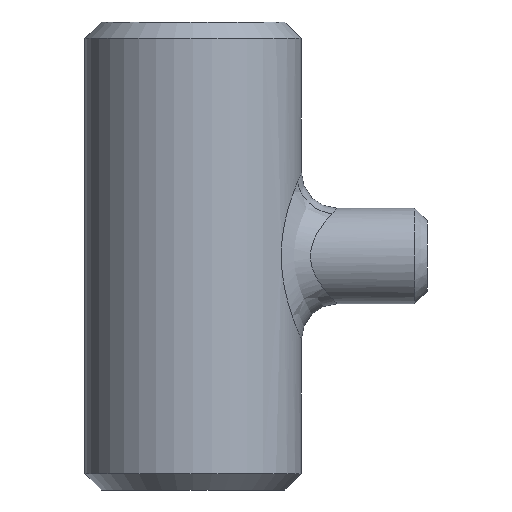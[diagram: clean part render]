
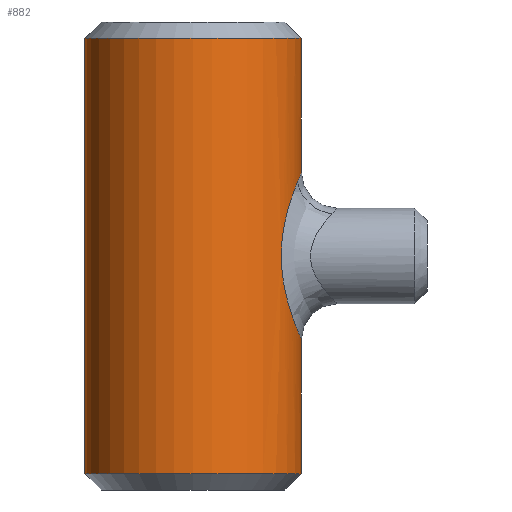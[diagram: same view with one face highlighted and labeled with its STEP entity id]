
A CAD part, front view. The second image highlights one B-rep face of the part: STEP entity #882.
In plain terms, the highlighted cylindrical face has radius 24.15 mm (diameter 48.3 mm), a partial arc.
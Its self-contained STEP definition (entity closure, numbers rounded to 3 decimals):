
#41 = LINE ( 'NONE', #1840, #1440 ) ;
#51 = CARTESIAN_POINT ( 'NONE',  ( 23.444, -5.811, -16.98 ) ) ;
#65 = VERTEX_POINT ( 'NONE', #1183 ) ;
#70 = CARTESIAN_POINT ( 'NONE',  ( 19.961, -13.595, 4.529 ) ) ;
#78 = DIRECTION ( 'NONE',  ( 0., 0., -1. ) ) ;
#80 = CARTESIAN_POINT ( 'NONE',  ( 22.338, -9.203, 14.102 ) ) ;
#119 = DIRECTION ( 'NONE',  ( 0., 0., -1. ) ) ;
#144 = CARTESIAN_POINT ( 'NONE',  ( 0., 0., 48.54 ) ) ;
#156 = DIRECTION ( 'NONE',  ( 0., 0., -1. ) ) ;
#172 = CIRCLE ( 'NONE', #1343, 24.15 ) ;
#197 = CARTESIAN_POINT ( 'NONE',  ( 21.204, -11.57, -10.562 ) ) ;
#206 = CARTESIAN_POINT ( 'NONE',  ( 23.877, -3.733, -18.018 ) ) ;
#216 = CARTESIAN_POINT ( 'NONE',  ( 19.904, -13.677, 4.065 ) ) ;
#227 = CARTESIAN_POINT ( 'NONE',  ( 22.784, -8.015, -15.306 ) ) ;
#257 = ORIENTED_EDGE ( 'NONE', *, *, #1750, .F. ) ;
#336 = CARTESIAN_POINT ( 'NONE',  ( 19.705, -13.963, -1.595 ) ) ;
#347 = CARTESIAN_POINT ( 'NONE',  ( 20.905, -12.092, 9.429 ) ) ;
#358 = VERTEX_POINT ( 'NONE', #652 ) ;
#373 = VECTOR ( 'NONE', #119, 1000. ) ;
#377 = CARTESIAN_POINT ( 'NONE',  ( 21.015, -11.902, 9.849 ) ) ;
#385 = CARTESIAN_POINT ( 'NONE',  ( 24.15, 0., 18.65 ) ) ;
#428 = EDGE_CURVE ( 'NONE', #877, #1131, #1172, .T. ) ;
#434 = CARTESIAN_POINT ( 'NONE',  ( 24.129, -1.167, 18.601 ) ) ;
#447 = CYLINDRICAL_SURFACE ( 'NONE', #1477, 24.15 ) ;
#453 = DIRECTION ( 'NONE',  ( 0., 0., -1. ) ) ;
#508 = EDGE_CURVE ( 'NONE', #717, #877, #172, .T. ) ;
#514 = CARTESIAN_POINT ( 'NONE',  ( 23.266, -6.474, 16.539 ) ) ;
#522 = CARTESIAN_POINT ( 'NONE',  ( 19.937, -13.63, -4.417 ) ) ;
#525 = ORIENTED_EDGE ( 'NONE', *, *, #1938, .T. ) ;
#533 = CARTESIAN_POINT ( 'NONE',  ( 20.377, -12.965, -7.129 ) ) ;
#538 = EDGE_LOOP ( 'NONE', ( #694, #1871, #1273, #1555, #257, #1340, #525 ) ) ;
#539 = CARTESIAN_POINT ( 'NONE',  ( 24.15, 0., 18.65 ) ) ;
#544 = CARTESIAN_POINT ( 'NONE',  ( 20.064, -13.443, -5.333 ) ) ;
#553 = CARTESIAN_POINT ( 'NONE',  ( 24.15, 0., 52.2 ) ) ;
#609 = CARTESIAN_POINT ( 'NONE',  ( 24.15, 0., -48.54 ) ) ;
#649 = CARTESIAN_POINT ( 'NONE',  ( 23.015, -7.324, -15.908 ) ) ;
#652 = CARTESIAN_POINT ( 'NONE',  ( 23.266, -6.474, 16.539 ) ) ;
#659 = CARTESIAN_POINT ( 'NONE',  ( 20.696, -12.447, 8.573 ) ) ;
#669 = CARTESIAN_POINT ( 'NONE',  ( 22.422, -8.978, -14.327 ) ) ;
#678 = CARTESIAN_POINT ( 'NONE',  ( 24.15, -0.473, -18.65 ) ) ;
#694 = ORIENTED_EDGE ( 'NONE', *, *, #1788, .F. ) ;
#716 = EDGE_CURVE ( 'NONE', #65, #358, #811, .T. ) ;
#717 = VERTEX_POINT ( 'NONE', #1463 ) ;
#754 = CARTESIAN_POINT ( 'NONE',  ( -24.15, 0., 48.54 ) ) ;
#780 = DIRECTION ( 'NONE',  ( -1., 0., 0. ) ) ;
#796 = DIRECTION ( 'NONE',  ( 0., 0., 1. ) ) ;
#798 = CARTESIAN_POINT ( 'NONE',  ( 20.596, -12.611, 8.136 ) ) ;
#811 = B_SPLINE_CURVE_WITH_KNOTS ( 'NONE', 3,
 ( #1692, #678, #1271, #1417, #964, #206, #828, #51, #1561, #1867, #649, #227, #1244, #669, #1109, #1709, #1281, #197, #957, #1263, #533, #544, #522, #948, #1396, #336, #1127, #1857, #1878, #1718, #1571, #216, #70, #1729, #1545, #798, #659, #347, #377, #1582, #1849, #840, #80, #1387, #1102, #514 ),
 .UNSPECIFIED., .F., .F.,
 ( 4, 2, 2, 2, 2, 2, 2, 2, 2, 2, 2, 2, 2, 2, 2, 2, 2, 2, 2, 2, 2, 2, 4 ),
 ( 0.053, 0.054, 0.056, 0.058, 0.06, 0.061, 0.063, 0.064, 0.067, 0.07, 0.073, 0.076, 0.077, 0.078, 0.081, 0.083, 0.084, 0.087, 0.088, 0.09, 0.093, 0.096, 0.098 ),
 .UNSPECIFIED. ) ;
#815 = CARTESIAN_POINT ( 'NONE',  ( 0., 0., -48.54 ) ) ;
#828 = CARTESIAN_POINT ( 'NONE',  ( 23.724, -4.59, -17.66 ) ) ;
#840 = CARTESIAN_POINT ( 'NONE',  ( 22.089, -9.779, 13.394 ) ) ;
#859 = CARTESIAN_POINT ( 'NONE',  ( 24.15, -0.587, 18.65 ) ) ;
#872 = CARTESIAN_POINT ( 'NONE',  ( 23.527, -5.537, 17.189 ) ) ;
#877 = VERTEX_POINT ( 'NONE', #754 ) ;
#882 = ADVANCED_FACE ( 'NONE', ( #1793 ), #447, .T. ) ;
#891 = CARTESIAN_POINT ( 'NONE',  ( 23.747, -4.53, 17.712 ) ) ;
#902 = DIRECTION ( 'NONE',  ( 1., 0., 0. ) ) ;
#915 = VECTOR ( 'NONE', #1160, 1000. ) ;
#948 = CARTESIAN_POINT ( 'NONE',  ( 19.798, -13.83, -3.015 ) ) ;
#957 = CARTESIAN_POINT ( 'NONE',  ( 20.977, -11.973, -9.734 ) ) ;
#964 = CARTESIAN_POINT ( 'NONE',  ( 24.038, -2.37, -18.392 ) ) ;
#1043 = CIRCLE ( 'NONE', #1282, 24.15 ) ;
#1102 = CARTESIAN_POINT ( 'NONE',  ( 23.053, -7.241, 16.007 ) ) ;
#1109 = CARTESIAN_POINT ( 'NONE',  ( 22.297, -9.281, -13.979 ) ) ;
#1127 = CARTESIAN_POINT ( 'NONE',  ( 19.686, -13.988, -1.122 ) ) ;
#1131 = VERTEX_POINT ( 'NONE', #1242 ) ;
#1160 = DIRECTION ( 'NONE',  ( 0., 0., -1. ) ) ;
#1169 = CARTESIAN_POINT ( 'NONE',  ( 24.045, -2.319, 18.409 ) ) ;
#1172 = LINE ( 'NONE', #1474, #915 ) ;
#1183 = CARTESIAN_POINT ( 'NONE',  ( 24.15, 0., -18.65 ) ) ;
#1242 = CARTESIAN_POINT ( 'NONE',  ( -24.15, 0., -48.54 ) ) ;
#1244 = CARTESIAN_POINT ( 'NONE',  ( 22.665, -8.345, -14.989 ) ) ;
#1263 = CARTESIAN_POINT ( 'NONE',  ( 20.562, -12.673, -8.009 ) ) ;
#1271 = CARTESIAN_POINT ( 'NONE',  ( 24.136, -0.949, -18.618 ) ) ;
#1273 = ORIENTED_EDGE ( 'NONE', *, *, #428, .T. ) ;
#1281 = CARTESIAN_POINT ( 'NONE',  ( 21.677, -10.657, -12.146 ) ) ;
#1282 = AXIS2_PLACEMENT_3D ( 'NONE', #815, #796, #1848 ) ;
#1297 = VERTEX_POINT ( 'NONE', #539 ) ;
#1340 = ORIENTED_EDGE ( 'NONE', *, *, #716, .T. ) ;
#1343 = AXIS2_PLACEMENT_3D ( 'NONE', #144, #453, #902 ) ;
#1345 = CARTESIAN_POINT ( 'NONE',  ( 0., 0., 52.2 ) ) ;
#1382 = VERTEX_POINT ( 'NONE', #609 ) ;
#1387 = CARTESIAN_POINT ( 'NONE',  ( 22.82, -7.934, 15.408 ) ) ;
#1396 = CARTESIAN_POINT ( 'NONE',  ( 19.761, -13.883, -2.541 ) ) ;
#1417 = CARTESIAN_POINT ( 'NONE',  ( 24.08, -1.899, -18.489 ) ) ;
#1440 = VECTOR ( 'NONE', #78, 1000. ) ;
#1459 = CARTESIAN_POINT ( 'NONE',  ( 23.984, -2.885, 18.266 ) ) ;
#1463 = CARTESIAN_POINT ( 'NONE',  ( 24.15, 0., 48.54 ) ) ;
#1474 = CARTESIAN_POINT ( 'NONE',  ( -24.15, 0., 52.2 ) ) ;
#1477 = AXIS2_PLACEMENT_3D ( 'NONE', #1345, #156, #780 ) ;
#1506 = EDGE_CURVE ( 'NONE', #1131, #1382, #1043, .T. ) ;
#1545 = CARTESIAN_POINT ( 'NONE',  ( 20.316, -13.062, 6.81 ) ) ;
#1555 = ORIENTED_EDGE ( 'NONE', *, *, #1506, .T. ) ;
#1561 = CARTESIAN_POINT ( 'NONE',  ( 23.342, -6.209, -16.728 ) ) ;
#1571 = CARTESIAN_POINT ( 'NONE',  ( 19.808, -13.816, 3.127 ) ) ;
#1582 = CARTESIAN_POINT ( 'NONE',  ( 21.353, -11.29, 11.085 ) ) ;
#1692 = CARTESIAN_POINT ( 'NONE',  ( 24.15, 0., -18.65 ) ) ;
#1709 = CARTESIAN_POINT ( 'NONE',  ( 21.924, -10.146, -12.903 ) ) ;
#1718 = CARTESIAN_POINT ( 'NONE',  ( 19.769, -13.871, 2.655 ) ) ;
#1729 = CARTESIAN_POINT ( 'NONE',  ( 20.154, -13.307, 5.908 ) ) ;
#1750 = EDGE_CURVE ( 'NONE', #65, #1382, #41, .T. ) ;
#1781 = CARTESIAN_POINT ( 'NONE',  ( 23.266, -6.474, 16.539 ) ) ;
#1788 = EDGE_CURVE ( 'NONE', #717, #1297, #1910, .T. ) ;
#1793 = FACE_OUTER_BOUND ( 'NONE', #538, .T. ) ;
#1840 = CARTESIAN_POINT ( 'NONE',  ( 24.15, 0., 52.2 ) ) ;
#1848 = DIRECTION ( 'NONE',  ( 1., 0., 0. ) ) ;
#1849 = CARTESIAN_POINT ( 'NONE',  ( 21.594, -10.829, 11.878 ) ) ;
#1857 = CARTESIAN_POINT ( 'NONE',  ( 19.66, -14.025, 0.296 ) ) ;
#1867 = CARTESIAN_POINT ( 'NONE',  ( 23.128, -6.964, -16.193 ) ) ;
#1871 = ORIENTED_EDGE ( 'NONE', *, *, #508, .T. ) ;
#1878 = CARTESIAN_POINT ( 'NONE',  ( 19.681, -13.996, 1.24 ) ) ;
#1908 = B_SPLINE_CURVE_WITH_KNOTS ( 'NONE', 3,
 ( #1781, #872, #891, #1459, #1169, #434, #859, #385 ),
 .UNSPECIFIED., .F., .F.,
 ( 4, 2, 2, 4 ),
 ( 0.098, 0.102, 0.104, 0.105 ),
 .UNSPECIFIED. ) ;
#1910 = LINE ( 'NONE', #553, #373 ) ;
#1938 = EDGE_CURVE ( 'NONE', #358, #1297, #1908, .T. ) ;
